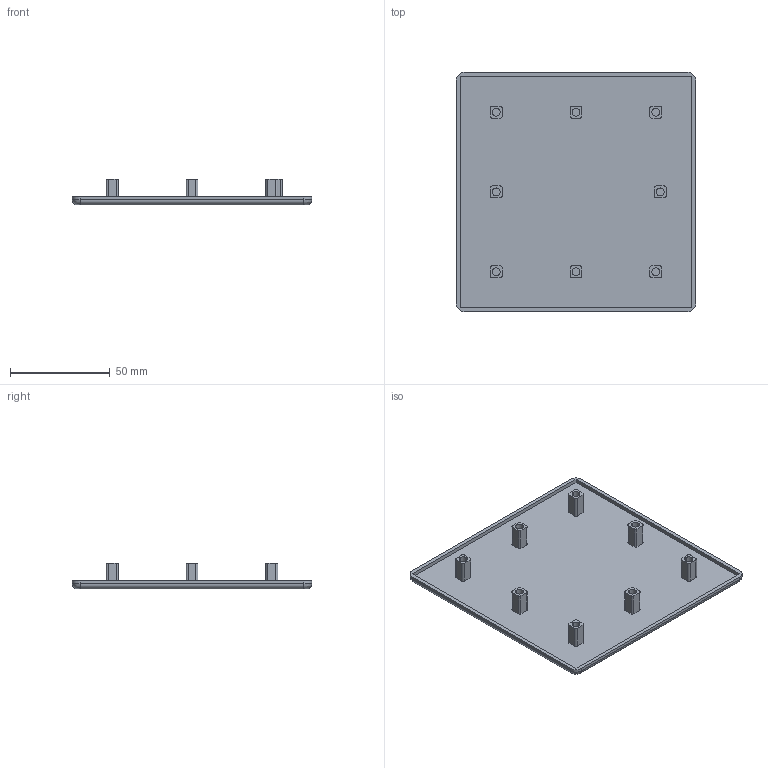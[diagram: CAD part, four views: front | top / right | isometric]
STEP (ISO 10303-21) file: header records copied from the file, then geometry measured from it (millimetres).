
FILE_DESCRIPTION (( 'STEP AP214' ), '1' );
FILE_NAME ('BASE08E1346-Embout 8 120x120.step', '2023-03-24T09:40:08', ( 'Altae' ), ( '' ), 'SwSTEP 2.0', 'SolidWorks 2021', '' );
FILE_SCHEMA (( 'AUTOMOTIVE_DESIGN' ));
Length unit declared in the file: millimetre
Products named in the file (1): BASE08E1346-Embout 8 120x120
Bounding box: 120 x 120 x 13 mm (x, y, z)
Volume: 31989.8 mm3; surface area: 34149.4 mm2
Topology: 1 solids, 1 shells, 119 faces, 292 edges, 192 vertices
Faces by surface type: plane 59, cylinder 56, bspline 4
Entity records: 3672 total; most frequent: CARTESIAN_POINT 732, DIRECTION 632, ORIENTED_EDGE 584, EDGE_CURVE 292, AXIS2_PLACEMENT_3D 228, VERTEX_POINT 192, VECTOR 176, LINE 176
